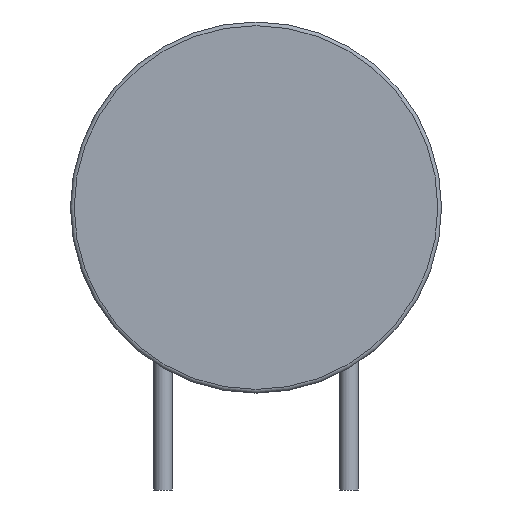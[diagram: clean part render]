
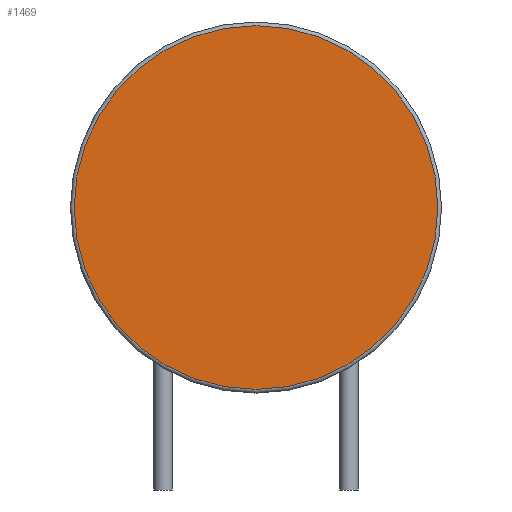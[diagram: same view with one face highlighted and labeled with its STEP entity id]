
A CAD part, left-side view. The second image highlights one B-rep face of the part: STEP entity #1469.
In plain terms, the highlighted planar face has unit normal (-1, 0, 0).
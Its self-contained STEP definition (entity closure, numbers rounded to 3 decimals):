
#35=PLANE('',#1623);
#106=FACE_OUTER_BOUND('',#224,.T.);
#224=EDGE_LOOP('',(#988));
#452=CIRCLE('',#1618,4.9);
#620=VERTEX_POINT('',#2552);
#741=EDGE_CURVE('',#620,#620,#452,.T.);
#988=ORIENTED_EDGE('',*,*,#741,.F.);
#1469=ADVANCED_FACE('',(#106),#35,.T.);
#1618=AXIS2_PLACEMENT_3D('',#2553,#1933,#1934);
#1623=AXIS2_PLACEMENT_3D('',#2561,#1944,#1945);
#1933=DIRECTION('center_axis',(1.,0.,0.));
#1934=DIRECTION('ref_axis',(0.,0.,-1.));
#1944=DIRECTION('center_axis',(-1.,0.,0.));
#1945=DIRECTION('ref_axis',(0.,0.,1.));
#2552=CARTESIAN_POINT('',(-18.03,2.5,0.11));
#2553=CARTESIAN_POINT('Origin',(-18.03,2.5,5.01));
#2561=CARTESIAN_POINT('Origin',(-18.03,2.5,5.01));
